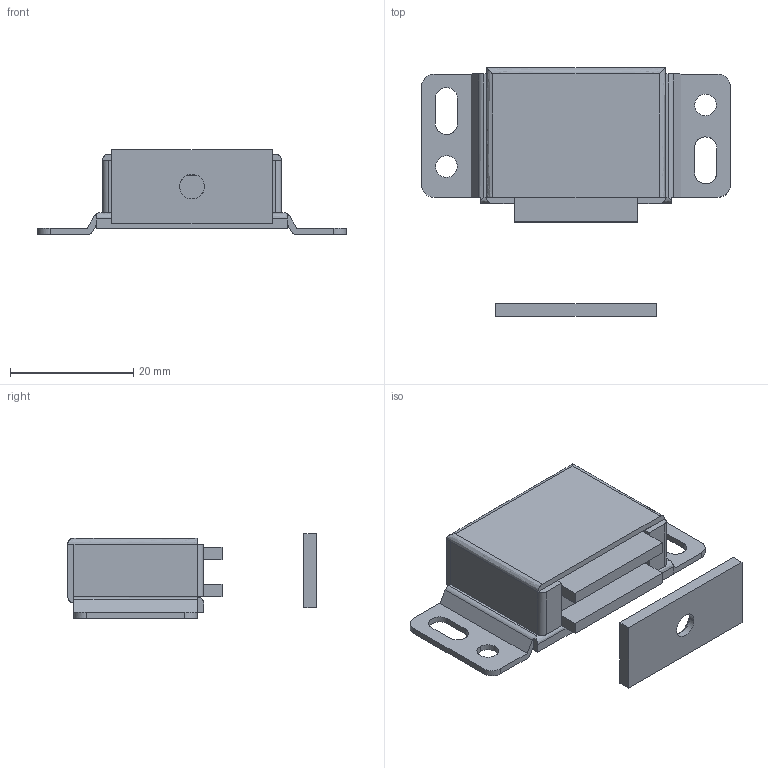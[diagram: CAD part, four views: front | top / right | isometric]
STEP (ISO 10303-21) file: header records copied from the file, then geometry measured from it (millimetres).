
FILE_DESCRIPTION((''),'2;1');
FILE_NAME('','2009-10-15T11:31:29',(''),(''),'','CADfix','');
FILE_SCHEMA(('AUTOMOTIVE_DESIGN { 1 0 10303 214 1 1 1 1 }'));
Length unit declared in the file: millimetre
Bounding box: 50 x 40.27 x 13.75 mm (x, y, z)
Volume: 5814.9 mm3; surface area: 8897.5 mm2
Topology: 5 solids, 5 shells, 121 faces, 329 edges, 216 vertices
Faces by surface type: bspline 121
Entity records: 3707 total; most frequent: CARTESIAN_POINT 1682, ORIENTED_EDGE 658, EDGE_CURVE 329, QUASI_UNIFORM_CURVE 257, VERTEX_POINT 216, EDGE_LOOP 133, FACE_OUTER_BOUND 121, ADVANCED_FACE 121
